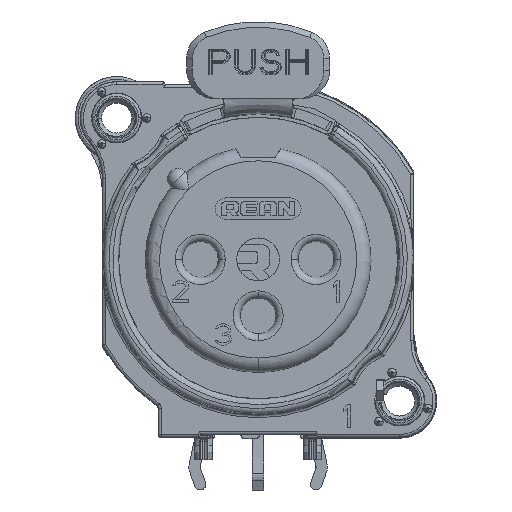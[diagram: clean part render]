
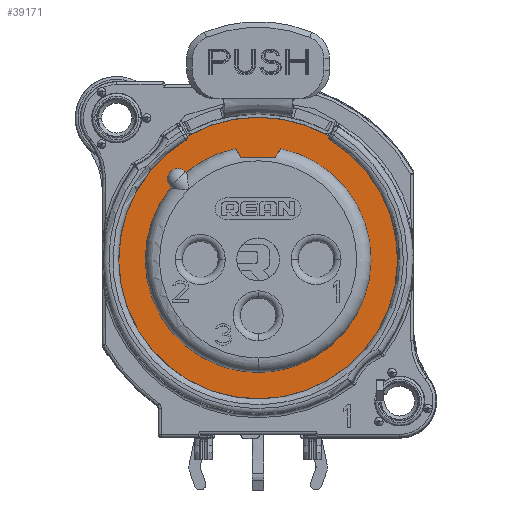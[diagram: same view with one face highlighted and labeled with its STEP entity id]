
A CAD part, top view. The second image highlights one B-rep face of the part: STEP entity #39171.
In plain terms, the highlighted planar face has unit normal (0, 0, 1).
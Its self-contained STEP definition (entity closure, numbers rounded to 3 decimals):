
#9587=CARTESIAN_POINT('',(-4.977,8.616,2.6));
#9619=CARTESIAN_POINT('',(-4.977,8.616,2.6));
#9620=CARTESIAN_POINT('',(-4.963,8.593,2.6));
#9621=CARTESIAN_POINT('',(-4.948,8.545,2.6));
#9622=CARTESIAN_POINT('',(-4.952,8.466,2.6));
#9623=CARTESIAN_POINT('',(-4.986,8.395,2.6));
#9624=CARTESIAN_POINT('',(-5.024,8.36,2.6));
#9625=CARTESIAN_POINT('',(-5.047,8.346,2.6));
#9637=CARTESIAN_POINT('',(0.,0.,2.6));
#9638=DIRECTION('',(0.,0.,1.));
#9639=DIRECTION('',(0.5,0.866,0.));
#9640=AXIS2_PLACEMENT_3D('',#9637,#9638,#9639);
#9642=DIRECTION('',(-0.5,0.866,0.));
#9643=VECTOR('',#9642,0.742);
#9644=CARTESIAN_POINT('',(-1.2,7.1,2.6));
#9645=LINE('',#9644,#9643);
#9646=DIRECTION('',(-0.5,-0.866,0.));
#9647=VECTOR('',#9646,0.742);
#9648=CARTESIAN_POINT('',(1.571,7.742,2.6));
#9649=LINE('',#9648,#9647);
#9650=CARTESIAN_POINT('',(0.,0.,2.6));
#9651=DIRECTION('',(0.,0.,1.));
#9652=DIRECTION('',(-0.517,0.856,0.));
#9653=AXIS2_PLACEMENT_3D('',#9650,#9651,#9652);
#9662=CARTESIAN_POINT('',(5.048,8.345,2.6));
#9663=CARTESIAN_POINT('',(5.025,8.359,2.6));
#9664=CARTESIAN_POINT('',(4.988,8.394,2.6));
#9665=CARTESIAN_POINT('',(4.953,8.465,2.6));
#9666=CARTESIAN_POINT('',(4.949,8.544,2.6));
#9667=CARTESIAN_POINT('',(4.965,8.592,2.6));
#9668=CARTESIAN_POINT('',(4.978,8.615,2.6));
#9675=CARTESIAN_POINT('',(4.978,8.615,2.6));
#17718=DIRECTION('',(1.,0.,0.));
#17719=VECTOR('',#17718,2.4);
#17720=CARTESIAN_POINT('',(-1.2,7.1,2.6));
#17721=LINE('',#17720,#17719);
#17744=CARTESIAN_POINT('',(0.,0.,2.6));
#17745=DIRECTION('',(0.,0.,1.));
#17746=DIRECTION('',(0.342,-0.94,0.));
#17747=AXIS2_PLACEMENT_3D('',#17744,#17745,#17746);
#17757=CARTESIAN_POINT('',(0.,0.,2.6));
#17758=DIRECTION('',(0.,0.,-1.));
#17759=DIRECTION('',(0.342,-0.94,0.));
#17760=AXIS2_PLACEMENT_3D('',#17757,#17758,#17759);
#17762=CARTESIAN_POINT('',(0.,0.,2.6));
#17763=DIRECTION('',(0.,0.,1.));
#17764=DIRECTION('',(-0.771,0.637,0.));
#17765=AXIS2_PLACEMENT_3D('',#17762,#17763,#17764);
#17775=DIRECTION('',(0.707,-0.707,0.));
#17776=VECTOR('',#17775,0.086);
#17777=CARTESIAN_POINT('',(-6.152,5.091,2.6));
#17778=LINE('',#17777,#17776);
#17786=CARTESIAN_POINT('',(-5.621,5.621,2.6));
#17787=DIRECTION('',(0.,0.,-1.));
#17788=DIRECTION('',(-0.707,-0.707,0.));
#17789=AXIS2_PLACEMENT_3D('',#17786,#17787,#17788);
#17799=DIRECTION('',(0.707,-0.707,0.));
#17800=VECTOR('',#17799,0.086);
#17801=CARTESIAN_POINT('',(-5.091,6.152,2.6));
#17802=LINE('',#17801,#17800);
#17810=CARTESIAN_POINT('',(0.,0.,2.6));
#17811=DIRECTION('',(0.,0.,1.));
#17812=DIRECTION('',(-0.199,0.98,0.));
#17813=AXIS2_PLACEMENT_3D('',#17810,#17811,#17812);
#24526=CARTESIAN_POINT('',(1.2,7.1,2.6));
#24527=VERTEX_POINT('',#24526);
#24528=CARTESIAN_POINT('',(-1.2,7.1,2.6));
#24529=VERTEX_POINT('',#24528);
#26916=CARTESIAN_POINT('',(-6.152,5.091,2.6));
#26917=CARTESIAN_POINT('',(-5.091,6.152,2.6));
#26918=VERTEX_POINT('',#26916);
#26919=VERTEX_POINT('',#26917);
#26920=CARTESIAN_POINT('',(-5.031,6.091,2.6));
#26921=VERTEX_POINT('',#26920);
#26922=CARTESIAN_POINT('',(-1.571,7.742,2.6));
#26923=VERTEX_POINT('',#26922);
#26924=CARTESIAN_POINT('',(-6.091,5.031,2.6));
#26925=CARTESIAN_POINT('',(-2.702,-7.424,2.6));
#26926=VERTEX_POINT('',#26924);
#26927=VERTEX_POINT('',#26925);
#26928=CARTESIAN_POINT('',(2.702,-7.424,2.6));
#26929=CARTESIAN_POINT('',(1.571,7.742,2.6));
#26930=VERTEX_POINT('',#26928);
#26931=VERTEX_POINT('',#26929);
#26943=CARTESIAN_POINT('',(-5.047,8.346,2.6));
#26944=CARTESIAN_POINT('',(5.048,8.346,2.6));
#26945=VERTEX_POINT('',#26943);
#26946=VERTEX_POINT('',#26944);
#26948=VERTEX_POINT('',#9587);
#26952=VERTEX_POINT('',#9675);
#39136=CARTESIAN_POINT('',(0.,0.,2.6));
#39137=DIRECTION('',(0.,0.,1.));
#39138=DIRECTION('',(1.,0.,0.));
#39139=AXIS2_PLACEMENT_3D('',#39136,#39137,#39138);
#39140=PLANE('',#39139);
#39142=ORIENTED_EDGE('',*,*,#39141,.F.);
#39143=ORIENTED_EDGE('',*,*,#39126,.F.);
#39144=ORIENTED_EDGE('',*,*,#27347,.F.);
#39146=ORIENTED_EDGE('',*,*,#39145,.F.);
#39147=EDGE_LOOP('',(#39142,#39143,#39144,#39146));
#39148=FACE_OUTER_BOUND('',#39147,.F.);
#39150=ORIENTED_EDGE('',*,*,#39149,.T.);
#39152=ORIENTED_EDGE('',*,*,#39151,.T.);
#39154=ORIENTED_EDGE('',*,*,#39153,.F.);
#39156=ORIENTED_EDGE('',*,*,#39155,.F.);
#39158=ORIENTED_EDGE('',*,*,#39157,.T.);
#39160=ORIENTED_EDGE('',*,*,#39159,.T.);
#39162=ORIENTED_EDGE('',*,*,#39161,.F.);
#39164=ORIENTED_EDGE('',*,*,#39163,.T.);
#39166=ORIENTED_EDGE('',*,*,#39165,.T.);
#39168=ORIENTED_EDGE('',*,*,#39167,.F.);
#39169=EDGE_LOOP('',(#39150,#39152,#39154,#39156,#39158,#39160,#39162,#39164,
#39166,#39168));
#39170=FACE_BOUND('',#39169,.F.);
#39171=ADVANCED_FACE('',(#39148,#39170),#39140,.T.);
#9626=B_SPLINE_CURVE_WITH_KNOTS('',3,(#9619,#9620,#9621,#9622,#9623,#9624,
#9625),.UNSPECIFIED.,.F.,.F.,(4,1,1,1,4),(0.,0.25,0.5,0.75,1.),
.UNSPECIFIED.);
#9641=CIRCLE('',#9640,9.95);
#9654=CIRCLE('',#9653,9.753);
#9669=B_SPLINE_CURVE_WITH_KNOTS('',3,(#9662,#9663,#9664,#9665,#9666,#9667,
#9668),.UNSPECIFIED.,.F.,.F.,(4,1,1,1,4),(0.,0.25,0.5,0.75,1.),
.UNSPECIFIED.);
#17748=CIRCLE('',#17747,7.9);
#17761=CIRCLE('',#17760,7.902);
#17766=CIRCLE('',#17765,7.9);
#17790=CIRCLE('',#17789,0.75);
#17814=CIRCLE('',#17813,7.9);
#27347=EDGE_CURVE('',#26952,#26948,#9641,.T.);
#39126=EDGE_CURVE('',#26948,#26945,#9626,.T.);
#39141=EDGE_CURVE('',#26945,#26946,#9654,.T.);
#39145=EDGE_CURVE('',#26946,#26952,#9669,.T.);
#39149=EDGE_CURVE('',#24529,#26923,#9645,.T.);
#39151=EDGE_CURVE('',#26923,#26921,#17814,.T.);
#39153=EDGE_CURVE('',#26919,#26921,#17802,.T.);
#39155=EDGE_CURVE('',#26918,#26919,#17790,.T.);
#39157=EDGE_CURVE('',#26918,#26926,#17778,.T.);
#39159=EDGE_CURVE('',#26926,#26927,#17766,.T.);
#39161=EDGE_CURVE('',#26930,#26927,#17761,.T.);
#39163=EDGE_CURVE('',#26930,#26931,#17748,.T.);
#39165=EDGE_CURVE('',#26931,#24527,#9649,.T.);
#39167=EDGE_CURVE('',#24529,#24527,#17721,.T.);
